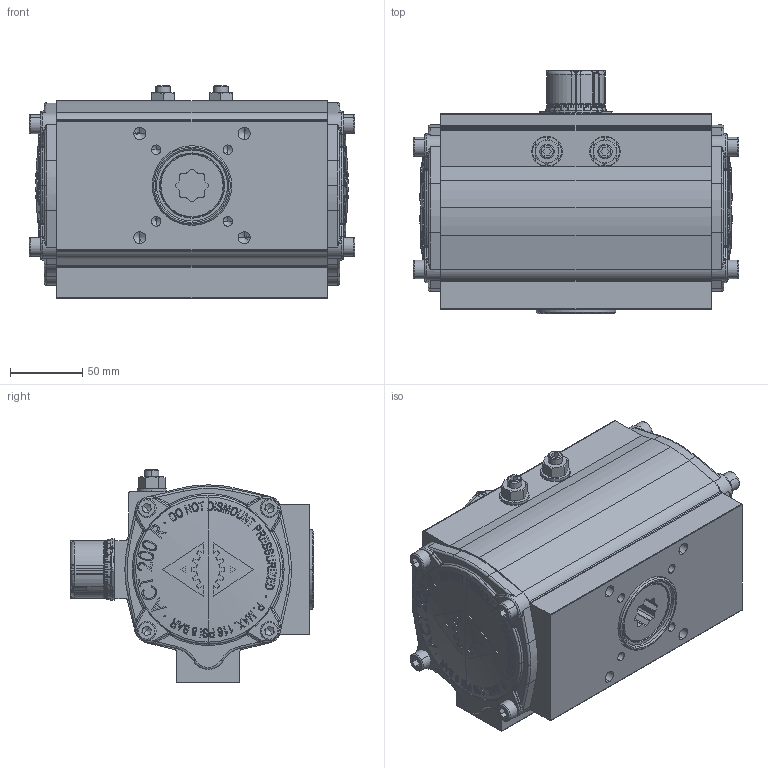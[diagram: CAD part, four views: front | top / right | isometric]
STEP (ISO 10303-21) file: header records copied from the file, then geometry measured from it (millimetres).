
FILE_DESCRIPTION (( 'STEP AP214' ), '1' );
FILE_NAME ('0200 ADA.STEP', '2011-12-07T10:45:06', ( 'ossuin - p' ), ( 'Ossuin' ), 'SwSTEP 2.0', 'SolidWorks 2010', '' );
FILE_SCHEMA (( 'AUTOMOTIVE_DESIGN' ));
Length unit declared in the file: millimetre
Products named in the file (10): DIN 915 - M10 x 30-C_DIN 915 - M10 x 30-C; Hexagon Nut ISO 4032 - M10 - D - C_Default; E0200N; Tapon ﾘ45; CR0080; C0200; 0200 ADA; Washer DIN 125 - A 10.5_Default; DIN 912 M8 x 30 --- 30C_Default; T0200c
Assembly tree (20 placements, depth 2):
  0200 ADA
    DIN 912 M8 x 30 --- 30C_Default  x8
    Hexagon Nut ISO 4032 - M10 - D - C_Default  x2
    T0200c  x2
    Washer DIN 125 - A 10.5_Default  x2
    E0200N
    DIN 915 - M10 x 30-C_DIN 915 - M10 x 30-C  x2
    CR0080
    Tapon ﾘ45
    C0200
Bounding box: 225 x 168.29 x 147.1 mm (x, y, z)
Volume: 1352802.3 mm3; surface area: 318934.6 mm2
Topology: 28 solids, 28 shells, 4868 faces, 13167 edges, 8442 vertices
Faces by surface type: plane 2552, cylinder 946, bspline 661, cone 270, torus 231, sphere 208
Entity records: 141397 total; most frequent: CARTESIAN_POINT 43453, ORIENTED_EDGE 18034, DIRECTION 17328, EDGE_CURVE 9017, AXIS2_PLACEMENT_3D 6755, VERTEX_POINT 5846, VECTOR 3818, LINE 3818
